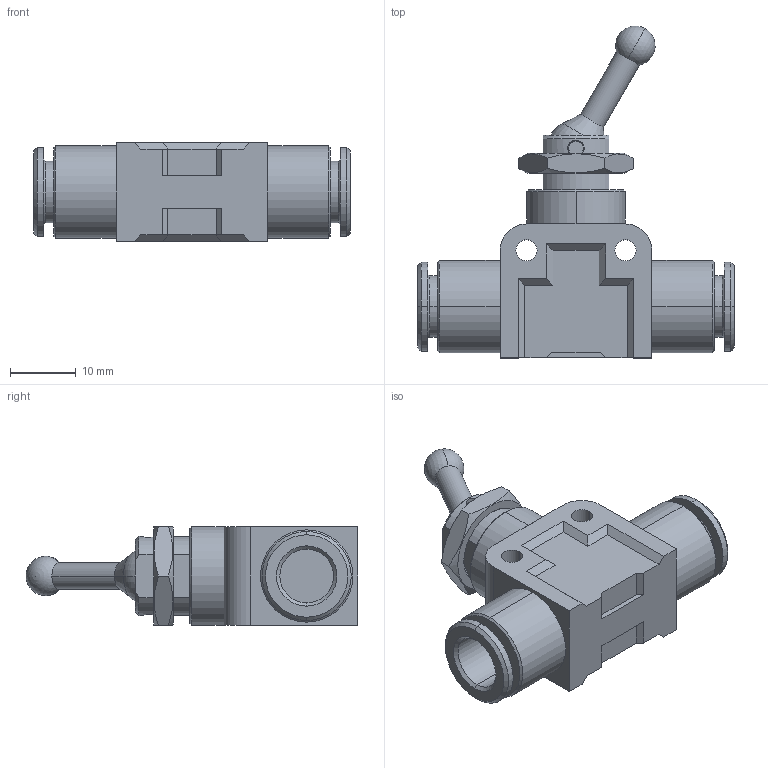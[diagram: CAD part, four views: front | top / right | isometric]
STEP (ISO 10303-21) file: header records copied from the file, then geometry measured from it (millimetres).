
FILE_DESCRIPTION(( 'MV.48.2V.08.STEP' ), '1');
FILE_NAME( 'MV.48.2V.08.STEP', '2019-06-20T08:51:22',( 'Sopra'),('sopra-pneumatic.com'), 'SwSTEP 2.0','SolidWorks 2009','' );
FILE_SCHEMA (( 'CONFIG_CONTROL_DESIGN' ));
Length unit declared in the file: millimetre
Products named in the file (1): 04384040-2
Bounding box: 48 x 50.33 x 15 mm (x, y, z)
Volume: 10292.1 mm3; surface area: 5708.9 mm2
Topology: 1 solids, 5 shells, 155 faces, 383 edges, 245 vertices
Faces by surface type: plane 59, cylinder 55, cone 37, sphere 2, torus 2
Entity records: 5057 total; most frequent: CARTESIAN_POINT 1339, ORIENTED_EDGE 756, DIRECTION 753, EDGE_CURVE 378, AXIS2_PLACEMENT_3D 283, VERTEX_POINT 242, LINE 187, VECTOR 187
